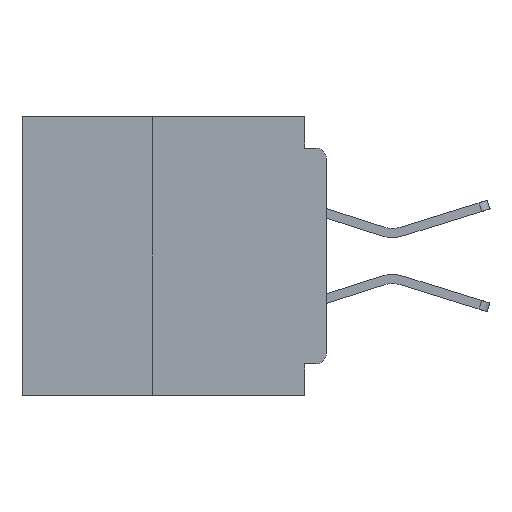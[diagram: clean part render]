
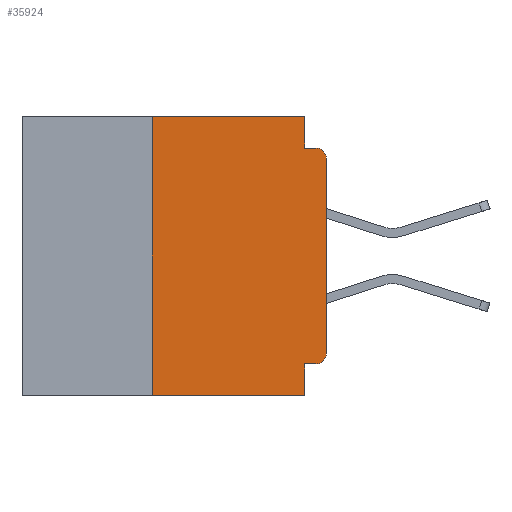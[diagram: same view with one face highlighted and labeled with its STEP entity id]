
A CAD part, left-side view. The second image highlights one B-rep face of the part: STEP entity #35924.
In plain terms, the highlighted planar face has unit normal (-1, 0, 0).
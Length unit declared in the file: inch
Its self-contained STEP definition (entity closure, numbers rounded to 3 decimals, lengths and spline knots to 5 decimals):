
#987 = DIRECTION ( 'NONE',  ( 0., 0., -1. ) ) ;
#1215 = CARTESIAN_POINT ( 'NONE',  ( 0., 0.25, -0.4 ) ) ;
#1374 = CARTESIAN_POINT ( 'NONE',  ( 0., 0., -0.34 ) ) ;
#2418 = EDGE_CURVE ( 'NONE', #26201, #31622, #24387, .T. ) ;
#2973 = VERTEX_POINT ( 'NONE', #18718 ) ;
#3630 = DIRECTION ( 'NONE',  ( 0., 0., 1. ) ) ;
#4351 = DIRECTION ( 'NONE',  ( 0., 0., -1. ) ) ;
#4399 = ORIENTED_EDGE ( 'NONE', *, *, #51197, .F. ) ;
#4421 = DIRECTION ( 'NONE',  ( -1., 0., 0. ) ) ;
#6126 = DIRECTION ( 'NONE',  ( 0., 0., -1. ) ) ;
#6921 = ORIENTED_EDGE ( 'NONE', *, *, #16201, .F. ) ;
#7656 = CARTESIAN_POINT ( 'NONE',  ( 0., 0.015, -0.34 ) ) ;
#9768 = DIRECTION ( 'NONE',  ( 0., 0., -1. ) ) ;
#10055 = VERTEX_POINT ( 'NONE', #16552 ) ;
#10219 = CARTESIAN_POINT ( 'NONE',  ( 0., 0.031, 0. ) ) ;
#10439 = CARTESIAN_POINT ( 'NONE',  ( 0., 0., -0.045 ) ) ;
#12317 = VECTOR ( 'NONE', #6126, 39.37008 ) ;
#13729 = EDGE_CURVE ( 'NONE', #14548, #2973, #24855, .T. ) ;
#13862 = CIRCLE ( 'NONE', #51862, 0.015 ) ;
#14532 = DIRECTION ( 'NONE',  ( 0., 0., -1. ) ) ;
#14548 = VERTEX_POINT ( 'NONE', #32048 ) ;
#14713 = EDGE_CURVE ( 'NONE', #31622, #49308, #38005, .T. ) ;
#15516 = CARTESIAN_POINT ( 'NONE',  ( 0., 0.437, 0. ) ) ;
#16201 = EDGE_CURVE ( 'NONE', #26201, #33001, #51014, .T. ) ;
#16552 = CARTESIAN_POINT ( 'NONE',  ( 0., 0.25, 0. ) ) ;
#17945 = VERTEX_POINT ( 'NONE', #54408 ) ;
#18076 = LINE ( 'NONE', #15516, #50299 ) ;
#18081 = AXIS2_PLACEMENT_3D ( 'NONE', #30744, #34974, #9768 ) ;
#18335 = CARTESIAN_POINT ( 'NONE',  ( 0., 0.25, -0.4 ) ) ;
#18337 = VERTEX_POINT ( 'NONE', #39906 ) ;
#18718 = CARTESIAN_POINT ( 'NONE',  ( 0., 0.031, -0.045 ) ) ;
#19783 = DIRECTION ( 'NONE',  ( 0., -1., 0. ) ) ;
#20179 = DIRECTION ( 'NONE',  ( 0., -1., 0. ) ) ;
#20623 = ORIENTED_EDGE ( 'NONE', *, *, #37570, .T. ) ;
#21420 = DIRECTION ( 'NONE',  ( 0., 1., 0. ) ) ;
#21743 = LINE ( 'NONE', #1215, #44071 ) ;
#22340 = PLANE ( 'NONE',  #18081 ) ;
#23749 = ORIENTED_EDGE ( 'NONE', *, *, #36087, .T. ) ;
#24387 = CIRCLE ( 'NONE', #43620, 0.015 ) ;
#24855 = LINE ( 'NONE', #10219, #12317 ) ;
#25440 = ORIENTED_EDGE ( 'NONE', *, *, #42003, .F. ) ;
#26201 = VERTEX_POINT ( 'NONE', #39762 ) ;
#26361 = DIRECTION ( 'NONE',  ( -1., 0., 0. ) ) ;
#26592 = DIRECTION ( 'NONE',  ( 0., 0., 1. ) ) ;
#28118 = ORIENTED_EDGE ( 'NONE', *, *, #14713, .T. ) ;
#29472 = VECTOR ( 'NONE', #3630, 39.37008 ) ;
#29783 = ORIENTED_EDGE ( 'NONE', *, *, #46827, .F. ) ;
#30196 = ORIENTED_EDGE ( 'NONE', *, *, #2418, .T. ) ;
#30518 = VECTOR ( 'NONE', #14532, 39.37008 ) ;
#30744 = CARTESIAN_POINT ( 'NONE',  ( 0., 0.437, 0. ) ) ;
#31405 = DIRECTION ( 'NONE',  ( 0., -1., 0. ) ) ;
#31622 = VERTEX_POINT ( 'NONE', #1374 ) ;
#32048 = CARTESIAN_POINT ( 'NONE',  ( 0., 0.031, 0. ) ) ;
#32612 = VECTOR ( 'NONE', #31405, 39.37008 ) ;
#32659 = EDGE_LOOP ( 'NONE', ( #28118, #23749, #25440, #36581, #48877, #4399, #20623, #29783, #6921, #30196 ) ) ;
#32910 = VERTEX_POINT ( 'NONE', #18335 ) ;
#33001 = VERTEX_POINT ( 'NONE', #48268 ) ;
#34214 = EDGE_CURVE ( 'NONE', #10055, #14548, #18076, .T. ) ;
#34974 = DIRECTION ( 'NONE',  ( 1., 0., 0. ) ) ;
#35924 = ADVANCED_FACE ( 'NONE', ( #45494 ), #22340, .F. ) ;
#35991 = CARTESIAN_POINT ( 'NONE',  ( 0., 0., -0.06 ) ) ;
#36087 = EDGE_CURVE ( 'NONE', #49308, #18337, #13862, .T. ) ;
#36581 = ORIENTED_EDGE ( 'NONE', *, *, #13729, .F. ) ;
#37570 = EDGE_CURVE ( 'NONE', #32910, #17945, #48644, .T. ) ;
#38005 = LINE ( 'NONE', #54039, #29472 ) ;
#38096 = CARTESIAN_POINT ( 'NONE',  ( 0., 0., -0.355 ) ) ;
#39762 = CARTESIAN_POINT ( 'NONE',  ( 0., 0.015, -0.355 ) ) ;
#39792 = VECTOR ( 'NONE', #21420, 39.37008 ) ;
#39906 = CARTESIAN_POINT ( 'NONE',  ( 0., 0.015, -0.045 ) ) ;
#41723 = LINE ( 'NONE', #43940, #30518 ) ;
#42003 = EDGE_CURVE ( 'NONE', #2973, #18337, #43782, .T. ) ;
#43620 = AXIS2_PLACEMENT_3D ( 'NONE', #7656, #4421, #4351 ) ;
#43782 = LINE ( 'NONE', #10439, #32612 ) ;
#43940 = CARTESIAN_POINT ( 'NONE',  ( 0., 0.031, -0.4 ) ) ;
#44071 = VECTOR ( 'NONE', #26592, 39.37008 ) ;
#45338 = CARTESIAN_POINT ( 'NONE',  ( 0., 0.437, -0.4 ) ) ;
#45494 = FACE_OUTER_BOUND ( 'NONE', #32659, .T. ) ;
#46827 = EDGE_CURVE ( 'NONE', #33001, #17945, #41723, .T. ) ;
#48268 = CARTESIAN_POINT ( 'NONE',  ( 0., 0.031, -0.355 ) ) ;
#48644 = LINE ( 'NONE', #45338, #49228 ) ;
#48877 = ORIENTED_EDGE ( 'NONE', *, *, #34214, .F. ) ;
#49228 = VECTOR ( 'NONE', #20179, 39.37008 ) ;
#49308 = VERTEX_POINT ( 'NONE', #35991 ) ;
#50299 = VECTOR ( 'NONE', #19783, 39.37008 ) ;
#51014 = LINE ( 'NONE', #38096, #39792 ) ;
#51197 = EDGE_CURVE ( 'NONE', #32910, #10055, #21743, .T. ) ;
#51525 = CARTESIAN_POINT ( 'NONE',  ( 0., 0.015, -0.06 ) ) ;
#51862 = AXIS2_PLACEMENT_3D ( 'NONE', #51525, #26361, #987 ) ;
#54039 = CARTESIAN_POINT ( 'NONE',  ( 0., 0., 0. ) ) ;
#54408 = CARTESIAN_POINT ( 'NONE',  ( 0., 0.031, -0.4 ) ) ;
